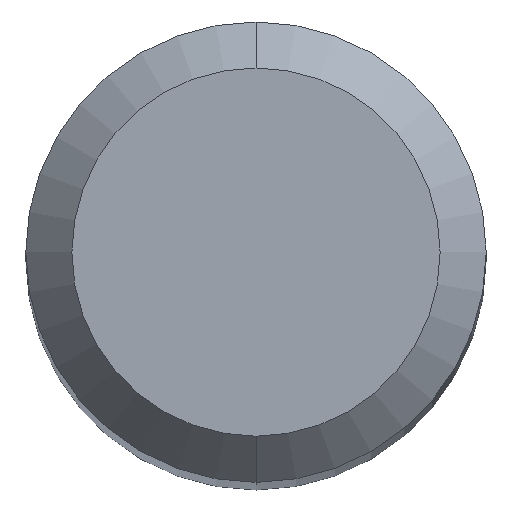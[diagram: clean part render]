
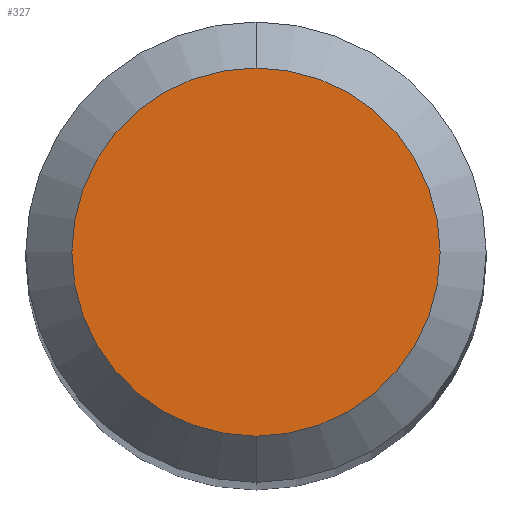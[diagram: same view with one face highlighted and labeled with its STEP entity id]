
A CAD part, top view. The second image highlights one B-rep face of the part: STEP entity #327.
In plain terms, the highlighted planar face has unit normal (0, 0, 1).
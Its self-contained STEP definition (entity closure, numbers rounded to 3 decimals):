
#247=EDGE_CURVE('',#423,#391,#559,.T.);
#295=EDGE_CURVE('',#391,#423,#614,.T.);
#327=ADVANCED_FACE('',(#648),#649,.T.);
#391=VERTEX_POINT('',#720);
#423=VERTEX_POINT('',#758);
#559=CIRCLE('',#978,1.2);
#614=CIRCLE('',#1059,1.2);
#648=FACE_OUTER_BOUND('',#1156,.T.);
#649=PLANE('',#1157);
#720=CARTESIAN_POINT('',(0.0,1.2,0.0));
#758=CARTESIAN_POINT('',(0.,-1.2,0.0));
#978=AXIS2_PLACEMENT_3D('',#1507,#1508,#1509);
#1059=AXIS2_PLACEMENT_3D('',#1579,#1580,#1581);
#1156=EDGE_LOOP('',(#1609,#1610));
#1157=AXIS2_PLACEMENT_3D('',#1611,#1612,#1613);
#1507=CARTESIAN_POINT('',(0.0,0.0,0.0));
#1508=DIRECTION('',(0.0,0.0,-1.0));
#1509=DIRECTION('',(0.0,1.0,0.0));
#1579=CARTESIAN_POINT('',(0.0,0.0,0.0));
#1580=DIRECTION('',(0.0,0.0,-1.0));
#1581=DIRECTION('',(0.0,1.0,0.0));
#1609=ORIENTED_EDGE('',*,*,#295,.F.);
#1610=ORIENTED_EDGE('',*,*,#247,.F.);
#1611=CARTESIAN_POINT('',(0.0,0.6,0.0));
#1612=DIRECTION('',(-0.0,0.0,1.0));
#1613=DIRECTION('',(0.0,-1.0,0.0));
